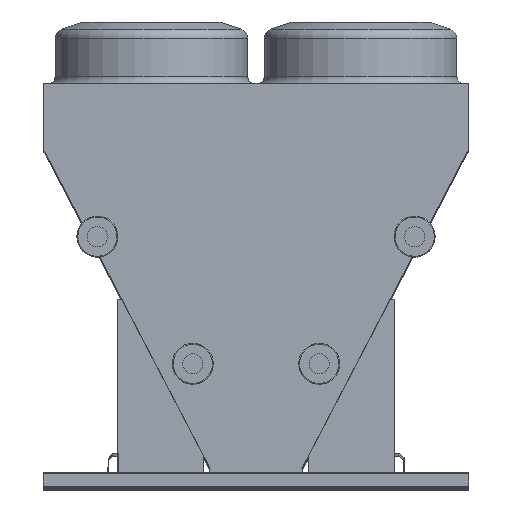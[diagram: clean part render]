
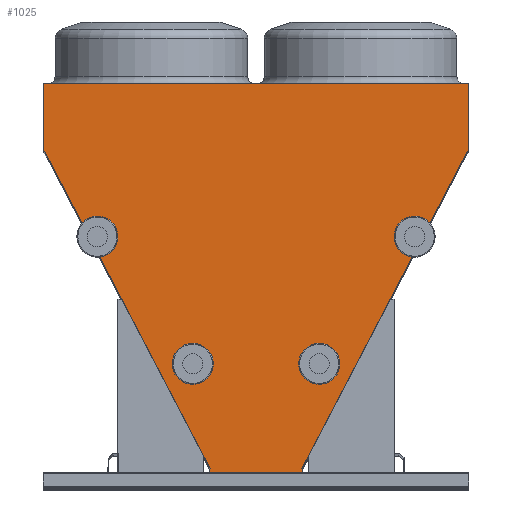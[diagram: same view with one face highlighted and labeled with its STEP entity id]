
A CAD part, top view. The second image highlights one B-rep face of the part: STEP entity #1025.
In plain terms, the highlighted planar face has unit normal (0, 0, 1).
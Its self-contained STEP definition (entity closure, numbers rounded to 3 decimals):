
#287 = VERTEX_POINT ( 'NONE', #7835 ) ;
#525 = CARTESIAN_POINT ( 'NONE',  ( -245.403, 20.223, 0. ) ) ;
#1025 = ADVANCED_FACE ( 'NONE', ( #33493 ), #8183, .F. ) ;
#1151 = CARTESIAN_POINT ( 'NONE',  ( 245.39, 20.232, 0. ) ) ;
#1224 = CARTESIAN_POINT ( 'NONE',  ( -245.403, 20.223, 0. ) ) ;
#1452 = VECTOR ( 'NONE', #26831, 1000. ) ;
#1861 = DIRECTION ( 'NONE',  ( 0.887, -0.462, 0. ) ) ;
#2137 = EDGE_CURVE ( 'NONE', #8153, #34679, #5409, .T. ) ;
#2439 = DIRECTION ( 'NONE',  ( 1., 0., 0. ) ) ;
#2507 = AXIS2_PLACEMENT_3D ( 'NONE', #23425, #35591, #17402 ) ;
#2548 = DIRECTION ( 'NONE',  ( -0.463, 0.886, 0. ) ) ;
#3074 = ORIENTED_EDGE ( 'NONE', *, *, #25470, .T. ) ;
#3183 = LINE ( 'NONE', #27951, #27403 ) ;
#3893 = VECTOR ( 'NONE', #1861, 1000. ) ;
#4278 = VECTOR ( 'NONE', #11378, 1000. ) ;
#4435 = DIRECTION ( 'NONE',  ( -1., 0., 0. ) ) ;
#4535 = LINE ( 'NONE', #1224, #12530 ) ;
#4834 = LINE ( 'NONE', #20064, #3893 ) ;
#5061 = LINE ( 'NONE', #32366, #35425 ) ;
#5069 = CARTESIAN_POINT ( 'NONE',  ( 246.893, 17.358, 0. ) ) ;
#5215 = LINE ( 'NONE', #32676, #4278 ) ;
#5409 = LINE ( 'NONE', #8108, #36705 ) ;
#6521 = VERTEX_POINT ( 'NONE', #38412 ) ;
#6678 = ORIENTED_EDGE ( 'NONE', *, *, #23073, .T. ) ;
#7417 = VECTOR ( 'NONE', #36022, 1000. ) ;
#7835 = CARTESIAN_POINT ( 'NONE',  ( 279.893, 0., 0. ) ) ;
#8068 = EDGE_CURVE ( 'NONE', #33230, #287, #24110, .T. ) ;
#8108 = CARTESIAN_POINT ( 'NONE',  ( -1136.282, 1727.462, 0. ) ) ;
#8140 = CARTESIAN_POINT ( 'NONE',  ( 279.893, 0., 0. ) ) ;
#8153 = VERTEX_POINT ( 'NONE', #33047 ) ;
#8183 = PLANE ( 'NONE',  #2507 ) ;
#8587 = EDGE_CURVE ( 'NONE', #6521, #8153, #5061, .T. ) ;
#9589 = LINE ( 'NONE', #29733, #32954 ) ;
#10021 = LINE ( 'NONE', #21241, #33359 ) ;
#10314 = CARTESIAN_POINT ( 'NONE',  ( -279.893, 0., 0. ) ) ;
#11378 = DIRECTION ( 'NONE',  ( -1., 0., 0. ) ) ;
#11493 = VERTEX_POINT ( 'NONE', #23664 ) ;
#11550 = VECTOR ( 'NONE', #19805, 1000. ) ;
#12249 = EDGE_CURVE ( 'NONE', #30541, #34752, #24298, .T. ) ;
#12394 = VECTOR ( 'NONE', #24045, 1000. ) ;
#12530 = VECTOR ( 'NONE', #22378, 1000. ) ;
#12895 = EDGE_CURVE ( 'NONE', #11493, #30541, #4834, .T. ) ;
#14113 = DIRECTION ( 'NONE',  ( -1., 0., 0. ) ) ;
#14261 = VERTEX_POINT ( 'NONE', #26230 ) ;
#14797 = CARTESIAN_POINT ( 'NONE',  ( -246.893, 17.358, 0. ) ) ;
#14841 = VECTOR ( 'NONE', #4435, 1000. ) ;
#15199 = LINE ( 'NONE', #38508, #31376 ) ;
#15562 = LINE ( 'NONE', #14797, #7417 ) ;
#15640 = CARTESIAN_POINT ( 'NONE',  ( -1136.282, 1727.462, 0. ) ) ;
#15679 = EDGE_CURVE ( 'NONE', #38510, #11493, #3183, .T. ) ;
#15923 = CARTESIAN_POINT ( 'NONE',  ( -1127.739, 1711.053, 0. ) ) ;
#16028 = VECTOR ( 'NONE', #2439, 1000. ) ;
#16035 = ORIENTED_EDGE ( 'NONE', *, *, #17453, .T. ) ;
#16116 = ORIENTED_EDGE ( 'NONE', *, *, #12895, .T. ) ;
#16484 = CARTESIAN_POINT ( 'NONE',  ( 279.893, 1.482, 0. ) ) ;
#17094 = VERTEX_POINT ( 'NONE', #30803 ) ;
#17402 = DIRECTION ( 'NONE',  ( -1., 0., 0. ) ) ;
#17453 = EDGE_CURVE ( 'NONE', #27663, #38510, #9589, .T. ) ;
#17579 = VECTOR ( 'NONE', #34098, 1000. ) ;
#17892 = ORIENTED_EDGE ( 'NONE', *, *, #22020, .T. ) ;
#18119 = EDGE_CURVE ( 'NONE', #25251, #27663, #10021, .T. ) ;
#18746 = EDGE_CURVE ( 'NONE', #14261, #25251, #23367, .T. ) ;
#19805 = DIRECTION ( 'NONE',  ( 0., 1., 0. ) ) ;
#19839 = EDGE_CURVE ( 'NONE', #287, #14261, #34868, .T. ) ;
#20064 = CARTESIAN_POINT ( 'NONE',  ( 1127.607, 1711.053, 0. ) ) ;
#20282 = EDGE_CURVE ( 'NONE', #17094, #33230, #29625, .T. ) ;
#20318 = DIRECTION ( 'NONE',  ( 0., 1., 0. ) ) ;
#21241 = CARTESIAN_POINT ( 'NONE',  ( 246.893, 17.358, 0. ) ) ;
#22020 = EDGE_CURVE ( 'NONE', #36650, #17094, #5215, .T. ) ;
#22378 = DIRECTION ( 'NONE',  ( 0.462, -0.887, 0. ) ) ;
#22602 = EDGE_CURVE ( 'NONE', #24295, #36650, #32709, .T. ) ;
#22663 = DIRECTION ( 'NONE',  ( 0.462, 0.887, 0. ) ) ;
#23073 = EDGE_CURVE ( 'NONE', #31370, #24295, #15562, .T. ) ;
#23367 = LINE ( 'NONE', #16484, #14841 ) ;
#23425 = CARTESIAN_POINT ( 'NONE',  ( 0., 0., 0. ) ) ;
#23664 = CARTESIAN_POINT ( 'NONE',  ( 1126.218, 1711.776, 0. ) ) ;
#23916 = ORIENTED_EDGE ( 'NONE', *, *, #37525, .T. ) ;
#23921 = CARTESIAN_POINT ( 'NONE',  ( -1127.739, 1711.053, 0. ) ) ;
#24045 = DIRECTION ( 'NONE',  ( 0.887, 0.462, 0. ) ) ;
#24110 = LINE ( 'NONE', #8140, #16028 ) ;
#24207 = ORIENTED_EDGE ( 'NONE', *, *, #8068, .T. ) ;
#24295 = VERTEX_POINT ( 'NONE', #33887 ) ;
#24298 = LINE ( 'NONE', #31702, #31407 ) ;
#24558 = ORIENTED_EDGE ( 'NONE', *, *, #22602, .T. ) ;
#24891 = DIRECTION ( 'NONE',  ( 0.462, 0.887, 0. ) ) ;
#25087 = CARTESIAN_POINT ( 'NONE',  ( 1136.15, 1727.462, 0. ) ) ;
#25251 = VERTEX_POINT ( 'NONE', #36040 ) ;
#25470 = EDGE_CURVE ( 'NONE', #35116, #31370, #4535, .T. ) ;
#25700 = LINE ( 'NONE', #15923, #17579 ) ;
#26230 = CARTESIAN_POINT ( 'NONE',  ( 279.893, 1.482, 0. ) ) ;
#26831 = DIRECTION ( 'NONE',  ( 0., -1., 0. ) ) ;
#26955 = ORIENTED_EDGE ( 'NONE', *, *, #15679, .T. ) ;
#26975 = ORIENTED_EDGE ( 'NONE', *, *, #20282, .T. ) ;
#27349 = CARTESIAN_POINT ( 'NONE',  ( 1127.607, 1711.053, 0. ) ) ;
#27403 = VECTOR ( 'NONE', #24891, 1000. ) ;
#27663 = VERTEX_POINT ( 'NONE', #5069 ) ;
#27761 = EDGE_CURVE ( 'NONE', #31329, #35116, #35699, .T. ) ;
#27815 = CARTESIAN_POINT ( 'NONE',  ( -279.893, 0., 0. ) ) ;
#27951 = CARTESIAN_POINT ( 'NONE',  ( 245.39, 20.232, 0. ) ) ;
#28582 = EDGE_CURVE ( 'NONE', #34679, #31329, #25700, .T. ) ;
#28688 = CARTESIAN_POINT ( 'NONE',  ( -246.893, 1.482, 0. ) ) ;
#28909 = CARTESIAN_POINT ( 'NONE',  ( 279.893, 0., 0. ) ) ;
#29466 = DIRECTION ( 'NONE',  ( 0., -1., 0. ) ) ;
#29625 = LINE ( 'NONE', #10314, #36672 ) ;
#29733 = CARTESIAN_POINT ( 'NONE',  ( 246.893, 17.358, 0. ) ) ;
#29952 = ORIENTED_EDGE ( 'NONE', *, *, #27761, .T. ) ;
#30301 = ORIENTED_EDGE ( 'NONE', *, *, #2137, .T. ) ;
#30541 = VERTEX_POINT ( 'NONE', #27349 ) ;
#30588 = CARTESIAN_POINT ( 'NONE',  ( -1127.739, 1711.053, 0. ) ) ;
#30803 = CARTESIAN_POINT ( 'NONE',  ( -279.893, 1.482, 0. ) ) ;
#31329 = VERTEX_POINT ( 'NONE', #30588 ) ;
#31370 = VERTEX_POINT ( 'NONE', #525 ) ;
#31376 = VECTOR ( 'NONE', #20318, 1000. ) ;
#31407 = VECTOR ( 'NONE', #22663, 1000. ) ;
#31631 = DIRECTION ( 'NONE',  ( 0., -1., 0. ) ) ;
#31702 = CARTESIAN_POINT ( 'NONE',  ( 1127.607, 1711.053, 0. ) ) ;
#32366 = CARTESIAN_POINT ( 'NONE',  ( -1136.282, 2083.62, 0. ) ) ;
#32676 = CARTESIAN_POINT ( 'NONE',  ( -279.893, 1.482, 0. ) ) ;
#32709 = LINE ( 'NONE', #33035, #1452 ) ;
#32877 = CARTESIAN_POINT ( 'NONE',  ( -1126.246, 1711.83, 0. ) ) ;
#32954 = VECTOR ( 'NONE', #2548, 1000. ) ;
#33035 = CARTESIAN_POINT ( 'NONE',  ( -246.893, 17.358, 0. ) ) ;
#33047 = CARTESIAN_POINT ( 'NONE',  ( -1136.282, 2083.62, 0. ) ) ;
#33230 = VERTEX_POINT ( 'NONE', #27815 ) ;
#33359 = VECTOR ( 'NONE', #36376, 1000. ) ;
#33493 = FACE_OUTER_BOUND ( 'NONE', #34396, .T. ) ;
#33714 = ORIENTED_EDGE ( 'NONE', *, *, #28582, .T. ) ;
#33887 = CARTESIAN_POINT ( 'NONE',  ( -246.893, 17.358, 0. ) ) ;
#34098 = DIRECTION ( 'NONE',  ( 0.462, -0.887, 0. ) ) ;
#34396 = EDGE_LOOP ( 'NONE', ( #30301, #33714, #29952, #3074, #6678, #24558, #17892, #26975, #24207, #38292, #38386, #38154, #16035, #26955, #16116, #34628, #23916, #37536 ) ) ;
#34628 = ORIENTED_EDGE ( 'NONE', *, *, #12249, .T. ) ;
#34679 = VERTEX_POINT ( 'NONE', #15640 ) ;
#34752 = VERTEX_POINT ( 'NONE', #25087 ) ;
#34868 = LINE ( 'NONE', #28909, #11550 ) ;
#35116 = VERTEX_POINT ( 'NONE', #32877 ) ;
#35425 = VECTOR ( 'NONE', #14113, 1000. ) ;
#35591 = DIRECTION ( 'NONE',  ( 0., 0., -1. ) ) ;
#35699 = LINE ( 'NONE', #23921, #12394 ) ;
#36022 = DIRECTION ( 'NONE',  ( -0.461, -0.887, 0. ) ) ;
#36040 = CARTESIAN_POINT ( 'NONE',  ( 246.893, 1.482, 0. ) ) ;
#36376 = DIRECTION ( 'NONE',  ( 0., 1., 0. ) ) ;
#36650 = VERTEX_POINT ( 'NONE', #28688 ) ;
#36672 = VECTOR ( 'NONE', #31631, 1000. ) ;
#36705 = VECTOR ( 'NONE', #29466, 1000. ) ;
#37525 = EDGE_CURVE ( 'NONE', #34752, #6521, #15199, .T. ) ;
#37536 = ORIENTED_EDGE ( 'NONE', *, *, #8587, .T. ) ;
#38154 = ORIENTED_EDGE ( 'NONE', *, *, #18119, .T. ) ;
#38292 = ORIENTED_EDGE ( 'NONE', *, *, #19839, .T. ) ;
#38386 = ORIENTED_EDGE ( 'NONE', *, *, #18746, .T. ) ;
#38412 = CARTESIAN_POINT ( 'NONE',  ( 1136.15, 2083.62, 0. ) ) ;
#38508 = CARTESIAN_POINT ( 'NONE',  ( 1136.15, 2083.62, 0. ) ) ;
#38510 = VERTEX_POINT ( 'NONE', #1151 ) ;
